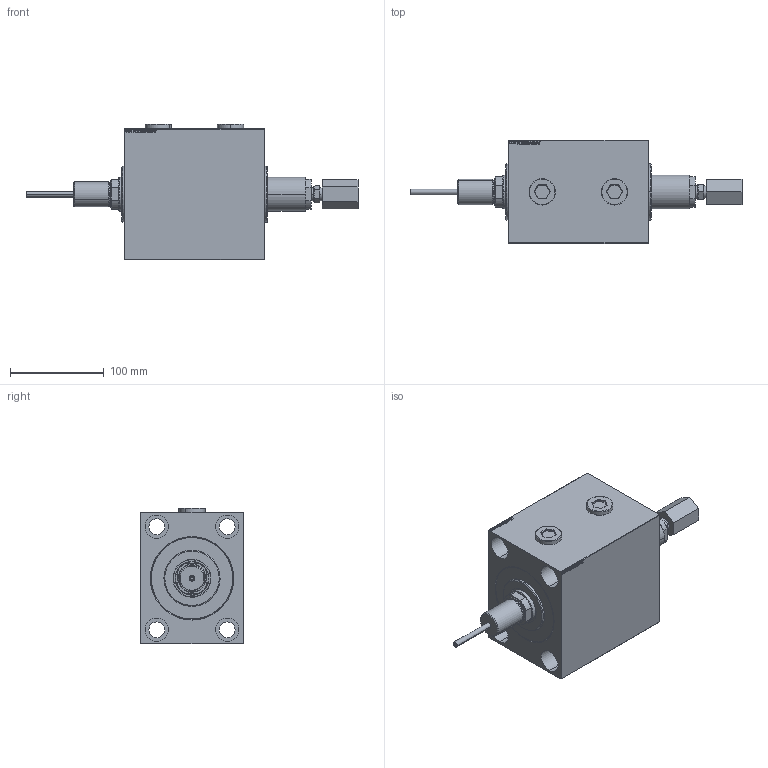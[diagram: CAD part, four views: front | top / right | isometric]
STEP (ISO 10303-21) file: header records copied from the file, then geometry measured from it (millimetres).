
FILE_DESCRIPTION (( 'STEP AP203' ), '1' );
FILE_NAME ('98dd.STEP', '2022-09-02T09:21:21', ( '' ), ( '' ), 'SwSTEP 2.0', 'SolidWorks 2019', '' );
FILE_SCHEMA (( 'CONFIG_CONTROL_DESIGN' ));
Length unit declared in the file: millimetre
Products named in the file (7): 98dd; PLUG d08b8e0354ccd979fa8116e1ba7e458d; V450CP_MALE_METRIC d08b8e0354ccd979fa8116e1ba7e458d; V450DCP_B_RodCooling_ACCESSORIES d08b8e0354ccd979fa8116e1ba7e458d; V450DCP_B_VCP d08b8e0354ccd979fa8116e1ba7e458d; V450DCP_C_Body d08b8e0354ccd979fa8116e1ba7e458d; V450DCP_VC_B d08b8e0354ccd979fa8116e1ba7e458d
Assembly tree (7 placements, depth 2):
  98dd
    V450DCP_C_Body d08b8e0354ccd979fa8116e1ba7e458d
    V450DCP_B_RodCooling_ACCESSORIES d08b8e0354ccd979fa8116e1ba7e458d
    V450CP_MALE_METRIC d08b8e0354ccd979fa8116e1ba7e458d
    V450DCP_B_VCP d08b8e0354ccd979fa8116e1ba7e458d
    V450DCP_VC_B d08b8e0354ccd979fa8116e1ba7e458d
    PLUG d08b8e0354ccd979fa8116e1ba7e458d  x2
Bounding box: 354.2 x 110 x 144.9 mm (x, y, z)
Volume: 2052622.8 mm3; surface area: 274444.8 mm2
Topology: 7 solids, 7 shells, 1024 faces, 2558 edges, 1682 vertices
Faces by surface type: plane 480, bspline 380, cylinder 122, cone 34, torus 8
Entity records: 48495 total; most frequent: CARTESIAN_POINT 26027, ORIENTED_EDGE 5036, DIRECTION 3278, EDGE_CURVE 2518, VERTEX_POINT 1658, VECTOR 1452, LINE 1452, EDGE_LOOP 1162
